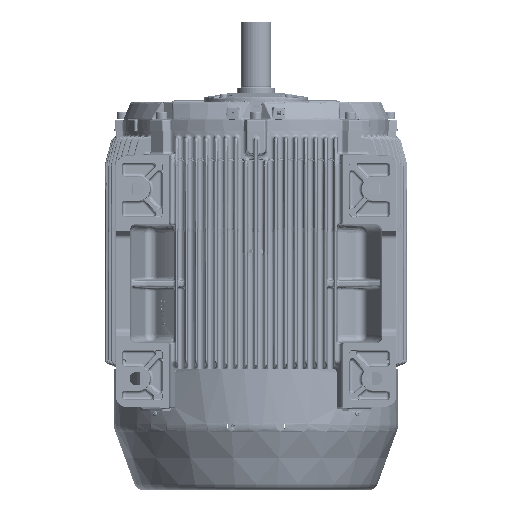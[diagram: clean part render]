
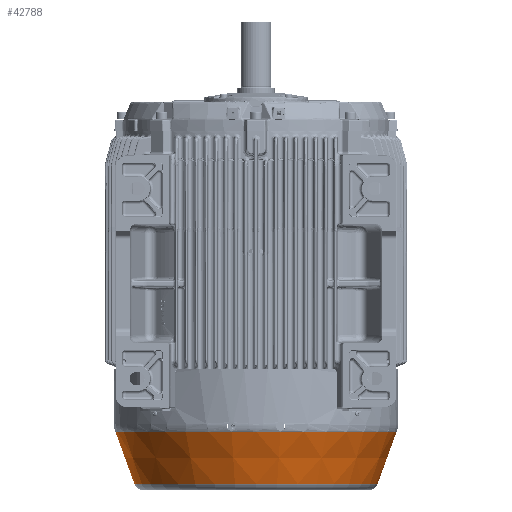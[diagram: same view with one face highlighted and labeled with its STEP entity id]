
A CAD part, front view. The second image highlights one B-rep face of the part: STEP entity #42788.
In plain terms, the highlighted conical face has half-angle 20 degrees and reference radius 259.882 mm.
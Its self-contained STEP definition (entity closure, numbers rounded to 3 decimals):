
#25995=FACE_BOUND('',#62610,.T.);
#25996=FACE_BOUND('',#62611,.T.);
#32960=CONICAL_SURFACE('',#224999,259.882,20.);
#42788=ADVANCED_FACE('',(#25995,#25996),#32960,.T.);
#62610=EDGE_LOOP('',(#138995));
#62611=EDGE_LOOP('',(#138996));
#73110=CIRCLE('',#224995,259.882);
#73112=CIRCLE('',#224998,300.485);
#138995=ORIENTED_EDGE('',*,*,#196833,.T.);
#138996=ORIENTED_EDGE('',*,*,#196831,.F.);
#169736=VERTEX_POINT('',#381701);
#169738=VERTEX_POINT('',#381706);
#196831=EDGE_CURVE('',#169736,#169736,#73110,.T.);
#196833=EDGE_CURVE('',#169738,#169738,#73112,.T.);
#224995=AXIS2_PLACEMENT_3D('',#381700,#256935,#256936);
#224998=AXIS2_PLACEMENT_3D('',#381705,#256941,#256942);
#224999=AXIS2_PLACEMENT_3D('',#381707,#256943,#256944);
#256935=DIRECTION('',(0.,0.,-1.));
#256936=DIRECTION('',(-1.,0.,0.));
#256941=DIRECTION('',(0.,0.,-1.));
#256942=DIRECTION('',(-1.,0.,0.));
#256943=DIRECTION('',(0.,0.,1.));
#256944=DIRECTION('',(1.,0.,0.));
#381700=CARTESIAN_POINT('',(0.,0.,-846.84));
#381701=CARTESIAN_POINT('',(-259.882,0.,-846.84));
#381705=CARTESIAN_POINT('',(0.,0.,-735.285));
#381706=CARTESIAN_POINT('',(-300.485,0.,-735.285));
#381707=CARTESIAN_POINT('',(0.,0.,-846.84));
